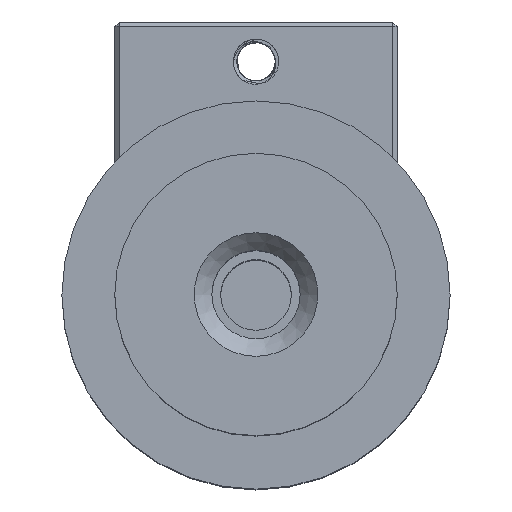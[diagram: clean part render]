
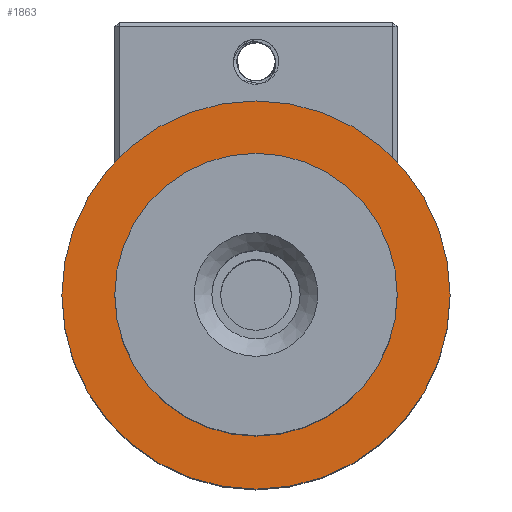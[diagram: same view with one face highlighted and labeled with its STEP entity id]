
A CAD part, top view. The second image highlights one B-rep face of the part: STEP entity #1863.
In plain terms, the highlighted planar face has unit normal (0, 0, 1).
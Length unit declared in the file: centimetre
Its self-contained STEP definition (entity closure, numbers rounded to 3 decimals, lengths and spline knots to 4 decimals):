
#216=FACE_BOUND('',#836,.T.);
#461=PLANE('',#2114);
#601=FACE_OUTER_BOUND('',#835,.T.);
#835=EDGE_LOOP('',(#1716));
#836=EDGE_LOOP('',(#1717));
#939=CIRCLE('',#2110,0.4);
#940=CIRCLE('',#2112,1.1);
#1102=VERTEX_POINT('',#6938);
#1103=VERTEX_POINT('',#6941);
#1307=EDGE_CURVE('',#1102,#1102,#939,.T.);
#1308=EDGE_CURVE('',#1103,#1103,#940,.T.);
#1716=ORIENTED_EDGE('',*,*,#1308,.T.);
#1717=ORIENTED_EDGE('',*,*,#1307,.T.);
#1863=ADVANCED_FACE('',(#601,#216),#461,.T.);
#2110=AXIS2_PLACEMENT_3D('',#6939,#2666,#2667);
#2112=AXIS2_PLACEMENT_3D('',#6942,#2670,#2671);
#2114=AXIS2_PLACEMENT_3D('',#6945,#2674,#2675);
#2666=DIRECTION('center_axis',(0.,0.,-1.));
#2667=DIRECTION('ref_axis',(-1.,0.,0.));
#2670=DIRECTION('center_axis',(0.,0.,1.));
#2671=DIRECTION('ref_axis',(1.,0.,0.));
#2674=DIRECTION('center_axis',(0.,0.,1.));
#2675=DIRECTION('ref_axis',(1.,0.,0.));
#6938=CARTESIAN_POINT('',(0.4,0.,2.685));
#6939=CARTESIAN_POINT('Origin',(0.,0.,2.685));
#6941=CARTESIAN_POINT('',(-1.1,0.,2.685));
#6942=CARTESIAN_POINT('Origin',(0.,0.,2.685));
#6945=CARTESIAN_POINT('Origin',(0.,0.,2.685));
